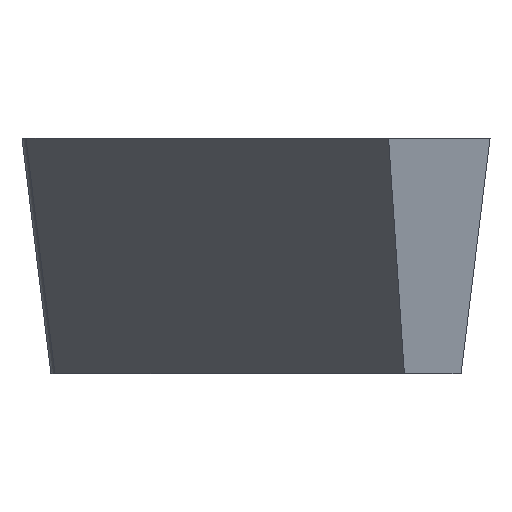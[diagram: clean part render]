
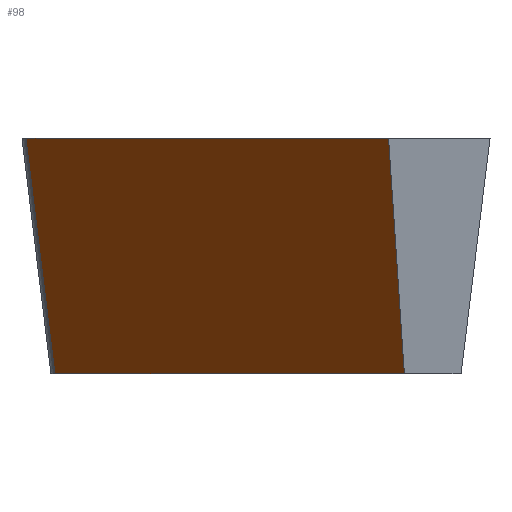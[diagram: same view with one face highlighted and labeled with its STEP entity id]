
A CAD part, front view. The second image highlights one B-rep face of the part: STEP entity #98.
In plain terms, the highlighted planar face has unit normal (-0.813, -0.569, -0.122).
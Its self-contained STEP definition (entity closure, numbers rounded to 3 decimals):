
#46=PLANE('',#532);
#57=LINE('',#812,#77);
#58=LINE('',#815,#78);
#59=LINE('',#817,#79);
#60=LINE('',#819,#80);
#77=VECTOR('',#557,1.);
#78=VECTOR('',#558,1.);
#79=VECTOR('',#559,1.);
#80=VECTOR('',#560,1.);
#98=ADVANCED_FACE('',(#148),#46,.F.);
#148=FACE_OUTER_BOUND('',#176,.T.);
#176=EDGE_LOOP('',(#223,#224,#225,#226));
#223=ORIENTED_EDGE('',*,*,#401,.T.);
#224=ORIENTED_EDGE('',*,*,#402,.T.);
#225=ORIENTED_EDGE('',*,*,#403,.F.);
#226=ORIENTED_EDGE('',*,*,#404,.F.);
#355=VERTEX_POINT('',#813);
#356=VERTEX_POINT('',#814);
#357=VERTEX_POINT('',#816);
#358=VERTEX_POINT('',#818);
#401=EDGE_CURVE('',#355,#356,#57,.T.);
#402=EDGE_CURVE('',#356,#357,#58,.T.);
#403=EDGE_CURVE('',#358,#357,#59,.T.);
#404=EDGE_CURVE('',#355,#358,#60,.T.);
#532=AXIS2_PLACEMENT_3D('',#820,#561,#562);
#557=DIRECTION('',(-0.574,0.819,0.));
#558=DIRECTION('',(0.122,0.038,-0.992));
#559=DIRECTION('',(-0.574,0.819,0.));
#560=DIRECTION('',(0.066,0.117,-0.991));
#561=DIRECTION('',(0.813,0.569,0.122));
#562=DIRECTION('',(-0.574,0.819,0.));
#812=CARTESIAN_POINT('',(1.795,-8.078,-0.155));
#813=CARTESIAN_POINT('',(1.792,-8.073,-0.155));
#814=CARTESIAN_POINT('',(-3.109,-1.074,-0.155));
#815=CARTESIAN_POINT('',(-3.081,-1.065,-0.381));
#816=CARTESIAN_POINT('',(-2.718,-0.951,-3.335));
#817=CARTESIAN_POINT('',(2.115,-7.854,-3.335));
#818=CARTESIAN_POINT('',(2.005,-7.697,-3.335));
#819=CARTESIAN_POINT('',(1.791,-8.076,-0.134));
#820=CARTESIAN_POINT('',(1.785,-8.085,-0.055));
